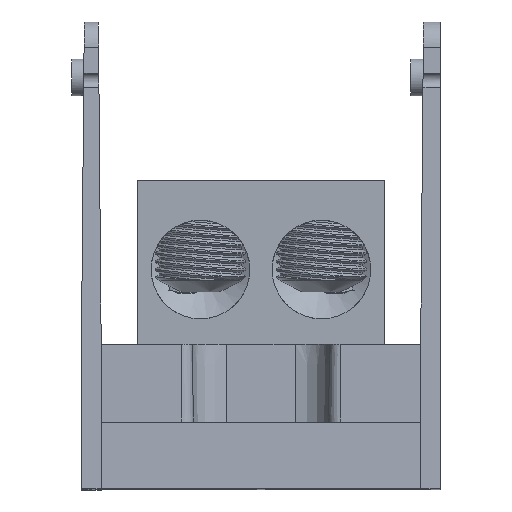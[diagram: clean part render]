
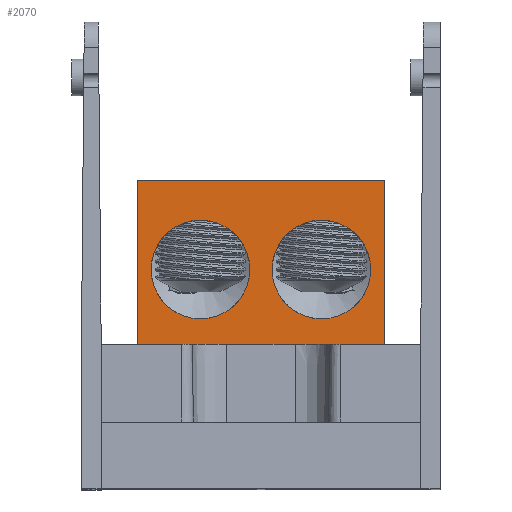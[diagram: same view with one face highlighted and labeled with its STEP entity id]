
A CAD part, top view. The second image highlights one B-rep face of the part: STEP entity #2070.
In plain terms, the highlighted planar face has unit normal (0, 0, 1).
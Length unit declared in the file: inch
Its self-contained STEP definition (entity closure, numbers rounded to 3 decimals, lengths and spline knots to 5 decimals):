
#318 = FACE_BOUND ( 'NONE', #4398, .T. ) ;
#769 = DIRECTION ( 'NONE',  ( 0., 0., 1. ) ) ;
#2070 = ADVANCED_FACE ( 'NONE', ( #56457, #318, #12275 ), #15091, .F. ) ;
#3205 = EDGE_LOOP ( 'NONE', ( #60277, #24247, #35040, #54433 ) ) ;
#4269 = EDGE_LOOP ( 'NONE', ( #12264 ) ) ;
#4398 = EDGE_LOOP ( 'NONE', ( #35666 ) ) ;
#5396 = EDGE_CURVE ( 'NONE', #25689, #11187, #13888, .T. ) ;
#8195 = CARTESIAN_POINT ( 'NONE',  ( 0.94, 1.1, 1.25 ) ) ;
#11187 = VERTEX_POINT ( 'NONE', #37000 ) ;
#11219 = AXIS2_PLACEMENT_3D ( 'NONE', #24020, #57978, #25545 ) ;
#12264 = ORIENTED_EDGE ( 'NONE', *, *, #60301, .F. ) ;
#12275 = FACE_BOUND ( 'NONE', #4269, .T. ) ;
#12656 = DIRECTION ( 'NONE',  ( 0., -1., 0. ) ) ;
#13697 = VECTOR ( 'NONE', #54928, 39.37008 ) ;
#13888 = LINE ( 'NONE', #55382, #13697 ) ;
#15091 = PLANE ( 'NONE',  #11219 ) ;
#15997 = CARTESIAN_POINT ( 'NONE',  ( 0., 1.1, 1.25 ) ) ;
#17358 = VECTOR ( 'NONE', #57145, 39.37008 ) ;
#17712 = LINE ( 'NONE', #43758, #17358 ) ;
#18052 = CIRCLE ( 'NONE', #30737, 0.375 ) ;
#19382 = DIRECTION ( 'NONE',  ( 0., 0., 1. ) ) ;
#20661 = CARTESIAN_POINT ( 'NONE',  ( -0.94, 1.1, 1.25 ) ) ;
#20908 = CARTESIAN_POINT ( 'NONE',  ( -0.94, 2.35, 1.25 ) ) ;
#24020 = CARTESIAN_POINT ( 'NONE',  ( -0.94, 2.35, 1.25 ) ) ;
#24247 = ORIENTED_EDGE ( 'NONE', *, *, #5396, .F. ) ;
#24454 = VERTEX_POINT ( 'NONE', #42552 ) ;
#25545 = DIRECTION ( 'NONE',  ( -1., 0., 0. ) ) ;
#25689 = VERTEX_POINT ( 'NONE', #20908 ) ;
#26659 = CIRCLE ( 'NONE', #55594, 0.375 ) ;
#26733 = EDGE_CURVE ( 'NONE', #58037, #58037, #18052, .T. ) ;
#27281 = EDGE_CURVE ( 'NONE', #42031, #45089, #51714, .T. ) ;
#29327 = CARTESIAN_POINT ( 'NONE',  ( -0.46, 1.67, 1.25 ) ) ;
#30737 = AXIS2_PLACEMENT_3D ( 'NONE', #47444, #19382, #52288 ) ;
#34042 = DIRECTION ( 'NONE',  ( 1., 0., 0. ) ) ;
#35040 = ORIENTED_EDGE ( 'NONE', *, *, #57522, .T. ) ;
#35666 = ORIENTED_EDGE ( 'NONE', *, *, #26733, .F. ) ;
#37000 = CARTESIAN_POINT ( 'NONE',  ( 0.94, 2.35, 1.25 ) ) ;
#38399 = LINE ( 'NONE', #59454, #58411 ) ;
#40597 = CARTESIAN_POINT ( 'NONE',  ( 0.835, 1.67, 1.25 ) ) ;
#42031 = VERTEX_POINT ( 'NONE', #8195 ) ;
#42552 = CARTESIAN_POINT ( 'NONE',  ( -0.085, 1.67, 1.25 ) ) ;
#43758 = CARTESIAN_POINT ( 'NONE',  ( 0.94, 2.35, 1.25 ) ) ;
#44772 = EDGE_CURVE ( 'NONE', #11187, #42031, #17712, .T. ) ;
#45089 = VERTEX_POINT ( 'NONE', #20661 ) ;
#47444 = CARTESIAN_POINT ( 'NONE',  ( 0.46, 1.67, 1.25 ) ) ;
#51607 = VECTOR ( 'NONE', #54116, 39.37008 ) ;
#51714 = LINE ( 'NONE', #15997, #51607 ) ;
#52288 = DIRECTION ( 'NONE',  ( 1., 0., 0. ) ) ;
#54116 = DIRECTION ( 'NONE',  ( -1., 0., 0. ) ) ;
#54433 = ORIENTED_EDGE ( 'NONE', *, *, #27281, .F. ) ;
#54928 = DIRECTION ( 'NONE',  ( 1., 0., 0. ) ) ;
#55382 = CARTESIAN_POINT ( 'NONE',  ( -0.94, 2.35, 1.25 ) ) ;
#55594 = AXIS2_PLACEMENT_3D ( 'NONE', #29327, #769, #34042 ) ;
#56457 = FACE_OUTER_BOUND ( 'NONE', #3205, .T. ) ;
#57145 = DIRECTION ( 'NONE',  ( 0., -1., 0. ) ) ;
#57522 = EDGE_CURVE ( 'NONE', #25689, #45089, #38399, .T. ) ;
#57978 = DIRECTION ( 'NONE',  ( 0., 0., -1. ) ) ;
#58037 = VERTEX_POINT ( 'NONE', #40597 ) ;
#58411 = VECTOR ( 'NONE', #12656, 39.37008 ) ;
#59454 = CARTESIAN_POINT ( 'NONE',  ( -0.94, 2.35, 1.25 ) ) ;
#60277 = ORIENTED_EDGE ( 'NONE', *, *, #44772, .F. ) ;
#60301 = EDGE_CURVE ( 'NONE', #24454, #24454, #26659, .T. ) ;
